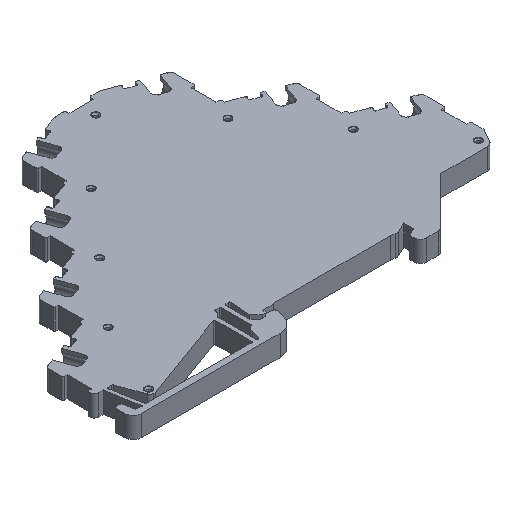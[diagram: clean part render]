
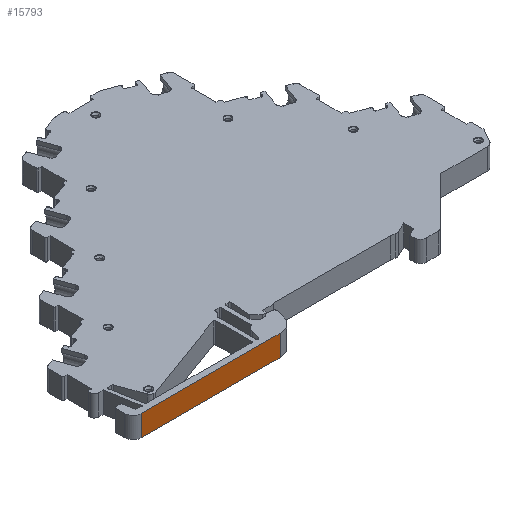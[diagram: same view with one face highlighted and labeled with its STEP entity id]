
A CAD part, isometric view. The second image highlights one B-rep face of the part: STEP entity #15793.
In plain terms, the highlighted planar face has unit normal (0, -1, 0).
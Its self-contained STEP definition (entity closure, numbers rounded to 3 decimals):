
#218=DIRECTION('',(-1.,0.,0.));
#219=VECTOR('',#218,33.49);
#220=CARTESIAN_POINT('',(-23.51,-72.5,0.));
#221=LINE('',#220,#219);
#5913=DIRECTION('',(0.,0.,-1.));
#5914=VECTOR('',#5913,5.1);
#5915=CARTESIAN_POINT('',(-57.,-72.5,0.));
#5916=LINE('',#5915,#5914);
#5931=DIRECTION('',(0.,0.,1.));
#5932=VECTOR('',#5931,5.1);
#5933=CARTESIAN_POINT('',(-23.51,-72.5,-5.1));
#5934=LINE('',#5933,#5932);
#5935=DIRECTION('',(-1.,0.,0.));
#5936=VECTOR('',#5935,33.49);
#5937=CARTESIAN_POINT('',(-23.51,-72.5,-5.1));
#5938=LINE('',#5937,#5936);
#6605=CARTESIAN_POINT('',(-23.51,-72.5,0.));
#6606=VERTEX_POINT('',#6605);
#6611=CARTESIAN_POINT('',(-23.51,-72.5,-5.1));
#6612=VERTEX_POINT('',#6611);
#7900=CARTESIAN_POINT('',(-57.,-72.5,0.));
#7901=CARTESIAN_POINT('',(-57.,-72.5,-5.1));
#7902=VERTEX_POINT('',#7900);
#7903=VERTEX_POINT('',#7901);
#15781=CARTESIAN_POINT('',(-58.858,-72.5,0.));
#15782=DIRECTION('',(0.,-1.,0.));
#15783=DIRECTION('',(1.,0.,0.));
#15784=AXIS2_PLACEMENT_3D('',#15781,#15782,#15783);
#15785=PLANE('',#15784);
#15786=ORIENTED_EDGE('',*,*,#15773,.F.);
#15787=ORIENTED_EDGE('',*,*,#8381,.F.);
#15789=ORIENTED_EDGE('',*,*,#15788,.F.);
#15790=ORIENTED_EDGE('',*,*,#11233,.T.);
#15791=EDGE_LOOP('',(#15786,#15787,#15789,#15790));
#15792=FACE_OUTER_BOUND('',#15791,.F.);
#15793=ADVANCED_FACE('',(#15792),#15785,.T.);
#8381=EDGE_CURVE('',#6606,#7902,#221,.T.);
#11233=EDGE_CURVE('',#6612,#7903,#5938,.T.);
#15773=EDGE_CURVE('',#7902,#7903,#5916,.T.);
#15788=EDGE_CURVE('',#6612,#6606,#5934,.T.);
